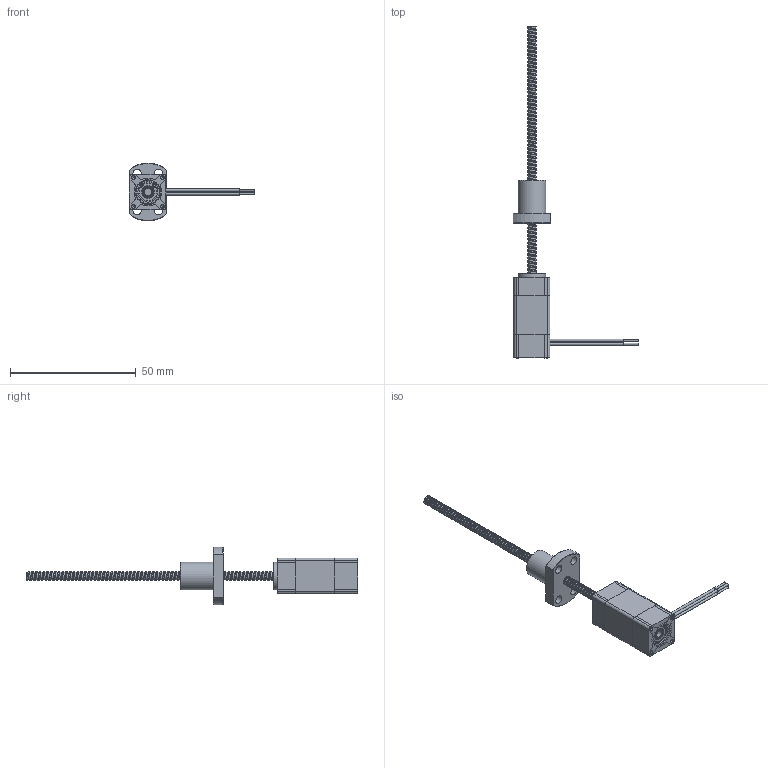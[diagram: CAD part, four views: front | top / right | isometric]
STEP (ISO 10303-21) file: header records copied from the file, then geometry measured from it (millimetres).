
FILE_DESCRIPTION(/* description */ (''),/* implementation_level */ '2;1');
FILE_NAME(/* name */ '6E2103BS14-100RNN-101.stp',/* time_stamp */ '2023-03-20T14:44:45+08:00',/* author */ ('yb5810'),/* organization */ (''),/* preprocessor_version */ 'ST-DEVELOPER v16.1',/* originating_system */ 'Autodesk Inventor 2016',/* authorisation */ '');
FILE_SCHEMA (('CONFIG_CONTROL_DESIGN'));
Products named in the file (21): 02-700_AF0; 02-702-2_ASM; 12-098-1; 09-005A; 06H-ZST; 10-127; 10-131; 07-080; 03-750_AF0; 07-081_AF0; 03-750_AF1; 10-561-1; 06-006-6; 01-315-5; 01-315-6; 02-702-1_ASM; 02-702-1Z_ASM; 04-813-1_AF0; 03-812-1_ASM; 05-0597-23; 6e2103bs14-100rnn-101_asm
Assembly tree (23 placements, depth 5):
  6e2103bs14-100rnn-101_asm
    02-702-1Z_ASM
      02-702-1_ASM
        02-702-2_ASM
          02-700_AF0
        12-098-1  x2
        09-005A
        01-315-5
        01-315-6
      06H-ZST
    10-127
    10-131  x2
    07-080  x2
    03-812-1_ASM
      03-750_AF0
      07-081_AF0
      03-750_AF1
      04-813-1_AF0
      10-561-1
    06-006-6
    05-0597-23
Bounding box: 50.05 x 132 x 22.93 mm (x, y, z)
Volume: 10189.2 mm3; surface area: 16467.5 mm2
Topology: 22 solids, 33 shells, 2314 faces, 6505 edges, 4291 vertices
Faces by surface type: cylinder 1214, plane 1008, bspline 52, cone 28, torus 12
Full cylindrical faces by diameter (mm): 0.8 x4, 1 x42, 1.25 x8, 1.6 x13, 1.7 x8, 1.8 x4, 2 x1, 2.05 x1, 2.5 x8, 3 x1, 3.4 x4, 4 x7, 5 x6, 5.2 x1, 6.5 x1, 7 x2, 8 x4, 8.4 x1, 9 x2, 9.2 x5, 9.25 x1, 9.5 x1, 9.8 x2, 10 x2, 11 x2
Entity records: 83429 total; most frequent: CARTESIAN_POINT 32553, DIRECTION 11049, ORIENTED_EDGE 10370, EDGE_CURVE 5196, AXIS2_PLACEMENT_3D 4094, VERTEX_POINT 3522, LINE 2861, VECTOR 2861
